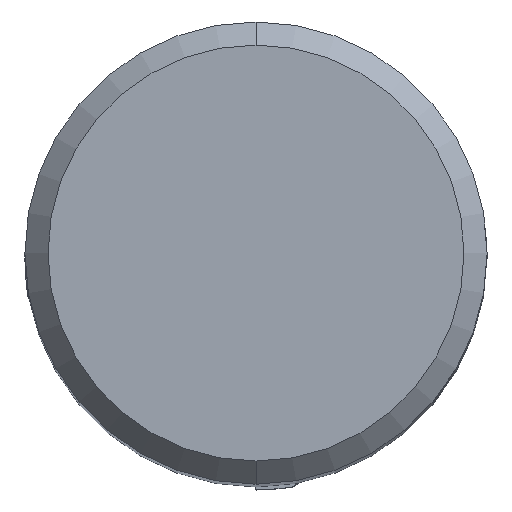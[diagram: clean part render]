
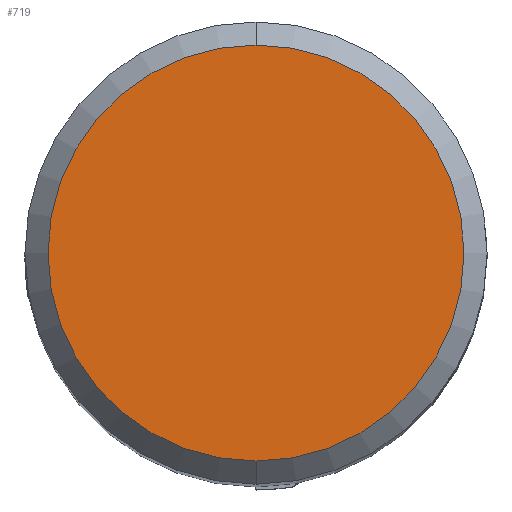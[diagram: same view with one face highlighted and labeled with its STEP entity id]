
A CAD part, top view. The second image highlights one B-rep face of the part: STEP entity #719.
In plain terms, the highlighted planar face has unit normal (0, 0, 1).
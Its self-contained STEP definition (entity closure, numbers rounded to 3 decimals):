
#719=ADVANCED_FACE('',(#1679),#1680,.T.);
#757=VERTEX_POINT('',#1720);
#1045=VERTEX_POINT('',#2038);
#1177=EDGE_CURVE('',#757,#1045,#2181,.T.);
#1281=EDGE_CURVE('',#1045,#757,#2295,.T.);
#1679=FACE_OUTER_BOUND('',#3125,.T.);
#1680=PLANE('',#3126);
#1720=CARTESIAN_POINT('',(0.,-3.6,0.0));
#2038=CARTESIAN_POINT('',(0.0,3.6,0.0));
#2181=CIRCLE('',#4726,3.6);
#2295=CIRCLE('',#5016,3.6);
#3125=EDGE_LOOP('',(#5733,#5734));
#3126=AXIS2_PLACEMENT_3D('',#5735,#5736,#5737);
#4726=AXIS2_PLACEMENT_3D('',#6234,#6235,#6236);
#5016=AXIS2_PLACEMENT_3D('',#6354,#6355,#6356);
#5733=ORIENTED_EDGE('',*,*,#1281,.F.);
#5734=ORIENTED_EDGE('',*,*,#1177,.F.);
#5735=CARTESIAN_POINT('',(0.0,1.8,0.0));
#5736=DIRECTION('',(-0.0,0.0,1.0));
#5737=DIRECTION('',(0.0,-1.0,0.0));
#6234=CARTESIAN_POINT('',(0.0,0.0,0.0));
#6235=DIRECTION('',(0.0,0.0,-1.0));
#6236=DIRECTION('',(0.0,1.0,0.0));
#6354=CARTESIAN_POINT('',(0.0,0.0,0.0));
#6355=DIRECTION('',(0.0,0.0,-1.0));
#6356=DIRECTION('',(0.0,1.0,0.0));
